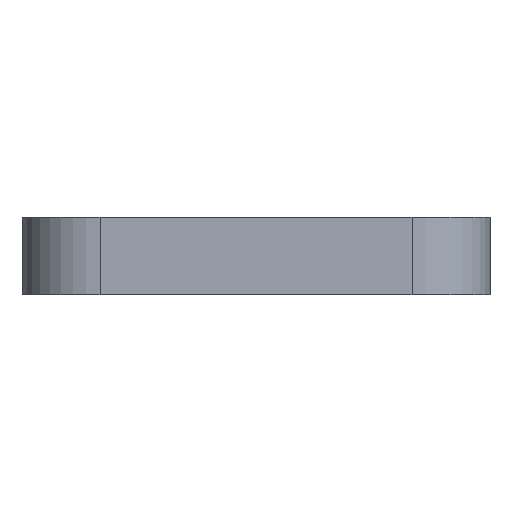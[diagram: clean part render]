
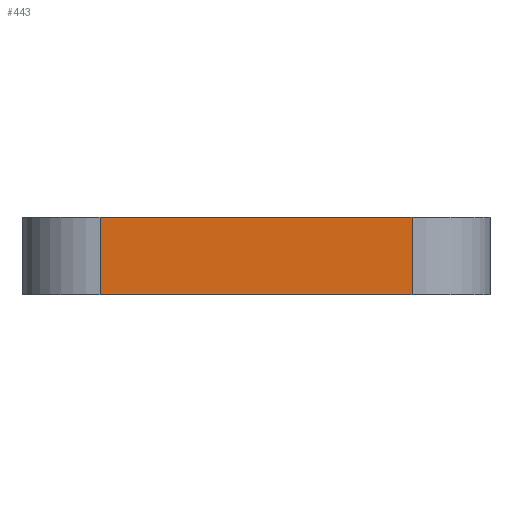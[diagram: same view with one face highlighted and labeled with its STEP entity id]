
A CAD part, left-side view. The second image highlights one B-rep face of the part: STEP entity #443.
In plain terms, the highlighted planar face has unit normal (-1, 0, 0).
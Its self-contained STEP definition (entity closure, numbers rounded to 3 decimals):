
#18=PLANE('',#482);
#31=FACE_OUTER_BOUND('',#56,.T.);
#56=EDGE_LOOP('',(#323,#324,#325,#326));
#79=LINE('',#661,#121);
#81=LINE('',#667,#123);
#91=LINE('',#709,#133);
#92=LINE('',#710,#134);
#121=VECTOR('',#521,2.);
#123=VECTOR('',#527,8.);
#133=VECTOR('',#561,8.);
#134=VECTOR('',#562,2.);
#188=VERTEX_POINT('',#658);
#189=VERTEX_POINT('',#660);
#191=VERTEX_POINT('',#666);
#211=VERTEX_POINT('',#708);
#232=EDGE_CURVE('',#188,#189,#79,.T.);
#235=EDGE_CURVE('',#191,#189,#81,.T.);
#256=EDGE_CURVE('',#211,#188,#91,.T.);
#257=EDGE_CURVE('',#191,#211,#92,.T.);
#323=ORIENTED_EDGE('',*,*,#232,.F.);
#324=ORIENTED_EDGE('',*,*,#256,.F.);
#325=ORIENTED_EDGE('',*,*,#257,.F.);
#326=ORIENTED_EDGE('',*,*,#235,.T.);
#443=ADVANCED_FACE('',(#31),#18,.T.);
#482=AXIS2_PLACEMENT_3D('',#707,#559,#560);
#521=DIRECTION('',(0.,0.,1.));
#527=DIRECTION('',(0.,1.,0.));
#559=DIRECTION('center_axis',(-1.,0.,0.));
#560=DIRECTION('ref_axis',(0.,1.,0.));
#561=DIRECTION('',(0.,1.,0.));
#562=DIRECTION('',(0.,0.,-1.));
#658=CARTESIAN_POINT('',(-251.327,10.,-2.));
#660=CARTESIAN_POINT('',(-251.327,10.,0.));
#661=CARTESIAN_POINT('',(-251.327,10.,0.));
#666=CARTESIAN_POINT('',(-251.327,2.,0.));
#667=CARTESIAN_POINT('',(-251.327,0.,0.));
#707=CARTESIAN_POINT('Origin',(-251.327,0.,0.));
#708=CARTESIAN_POINT('',(-251.327,2.,-2.));
#709=CARTESIAN_POINT('',(-251.327,0.,-2.));
#710=CARTESIAN_POINT('',(-251.327,2.,0.));
